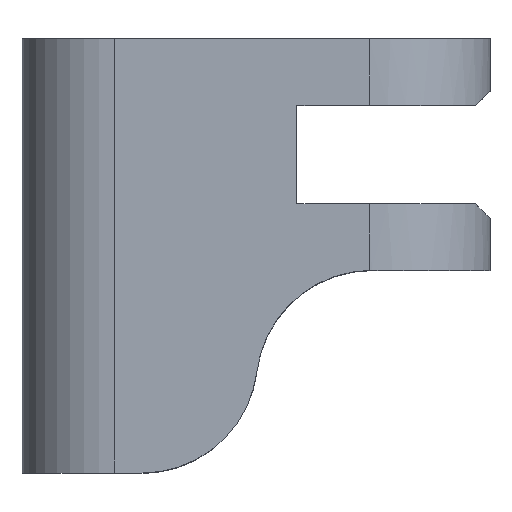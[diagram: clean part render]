
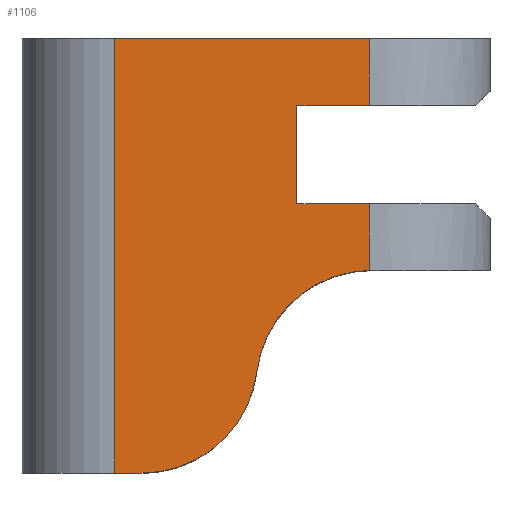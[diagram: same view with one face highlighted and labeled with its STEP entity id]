
A CAD part, top view. The second image highlights one B-rep face of the part: STEP entity #1106.
In plain terms, the highlighted planar face has unit normal (0, 0, 1).
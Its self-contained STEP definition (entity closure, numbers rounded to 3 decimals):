
#52=LINE('',#1617,#160);
#71=LINE('',#1687,#179);
#72=LINE('',#1689,#180);
#73=LINE('',#1691,#181);
#74=LINE('',#1693,#182);
#75=LINE('',#1694,#183);
#76=LINE('',#1696,#184);
#77=LINE('',#1697,#185);
#160=VECTOR('',#1299,10.);
#179=VECTOR('',#1334,10.);
#180=VECTOR('',#1335,10.);
#181=VECTOR('',#1336,10.);
#182=VECTOR('',#1337,10.);
#183=VECTOR('',#1338,10.);
#184=VECTOR('',#1339,10.);
#185=VECTOR('',#1340,10.);
#266=PLANE('',#1193);
#311=FACE_OUTER_BOUND('',#372,.T.);
#372=EDGE_LOOP('',(#768,#769,#770,#771,#772,#773,#774,#775,#776,#777));
#442=CIRCLE('',#1191,12.);
#444=CIRCLE('',#1194,12.);
#482=VERTEX_POINT('',#1614);
#483=VERTEX_POINT('',#1616);
#501=VERTEX_POINT('',#1654);
#502=VERTEX_POINT('',#1655);
#507=VERTEX_POINT('',#1684);
#508=VERTEX_POINT('',#1686);
#509=VERTEX_POINT('',#1688);
#510=VERTEX_POINT('',#1690);
#511=VERTEX_POINT('',#1692);
#512=VERTEX_POINT('',#1695);
#585=EDGE_CURVE('',#483,#482,#52,.T.);
#604=EDGE_CURVE('',#501,#502,#442,.T.);
#610=EDGE_CURVE('',#502,#507,#444,.T.);
#611=EDGE_CURVE('',#507,#508,#71,.T.);
#612=EDGE_CURVE('',#509,#508,#72,.T.);
#613=EDGE_CURVE('',#510,#509,#73,.T.);
#614=EDGE_CURVE('',#511,#510,#74,.T.);
#615=EDGE_CURVE('',#511,#483,#75,.T.);
#616=EDGE_CURVE('',#482,#512,#76,.T.);
#617=EDGE_CURVE('',#512,#501,#77,.T.);
#768=ORIENTED_EDGE('',*,*,#604,.T.);
#769=ORIENTED_EDGE('',*,*,#610,.T.);
#770=ORIENTED_EDGE('',*,*,#611,.T.);
#771=ORIENTED_EDGE('',*,*,#612,.F.);
#772=ORIENTED_EDGE('',*,*,#613,.F.);
#773=ORIENTED_EDGE('',*,*,#614,.F.);
#774=ORIENTED_EDGE('',*,*,#615,.T.);
#775=ORIENTED_EDGE('',*,*,#585,.T.);
#776=ORIENTED_EDGE('',*,*,#616,.T.);
#777=ORIENTED_EDGE('',*,*,#617,.T.);
#1106=ADVANCED_FACE('',(#311),#266,.F.);
#1191=AXIS2_PLACEMENT_3D('',#1656,#1323,#1324);
#1193=AXIS2_PLACEMENT_3D('',#1683,#1330,#1331);
#1194=AXIS2_PLACEMENT_3D('',#1685,#1332,#1333);
#1299=DIRECTION('',(-1.,0.,0.));
#1323=DIRECTION('center_axis',(0.,0.,1.));
#1324=DIRECTION('ref_axis',(0.,1.,0.));
#1330=DIRECTION('center_axis',(0.,0.,-1.));
#1331=DIRECTION('ref_axis',(-1.,0.,0.));
#1332=DIRECTION('center_axis',(0.,0.,-1.));
#1333=DIRECTION('ref_axis',(-0.707,0.707,0.));
#1334=DIRECTION('',(0.,1.,0.));
#1335=DIRECTION('',(1.,0.,0.));
#1336=DIRECTION('',(0.,-1.,0.));
#1337=DIRECTION('',(-1.,0.,0.));
#1338=DIRECTION('',(0.,1.,0.));
#1339=DIRECTION('',(0.,-1.,0.));
#1340=DIRECTION('',(1.,0.,0.));
#1614=CARTESIAN_POINT('',(0.,24.,9.6));
#1616=CARTESIAN_POINT('',(26.4,24.,9.6));
#1617=CARTESIAN_POINT('',(38.9,24.,9.6));
#1654=CARTESIAN_POINT('',(2.845,-21.,9.6));
#1655=CARTESIAN_POINT('',(14.751,-10.5,9.6));
#1656=CARTESIAN_POINT('Origin',(2.845,-9.,9.6));
#1683=CARTESIAN_POINT('Origin',(38.9,0.,9.6));
#1684=CARTESIAN_POINT('',(26.4,-0.003,9.6));
#1685=CARTESIAN_POINT('Origin',(26.657,-12.,9.6));
#1686=CARTESIAN_POINT('',(26.4,6.9,9.6));
#1687=CARTESIAN_POINT('',(26.4,0.,9.6));
#1688=CARTESIAN_POINT('',(18.9,6.9,9.6));
#1689=CARTESIAN_POINT('',(38.9,6.9,9.6));
#1690=CARTESIAN_POINT('',(18.9,17.1,9.6));
#1691=CARTESIAN_POINT('',(18.9,3.7,9.6));
#1692=CARTESIAN_POINT('',(26.4,17.1,9.6));
#1693=CARTESIAN_POINT('',(28.9,17.1,9.6));
#1694=CARTESIAN_POINT('',(26.4,0.,9.6));
#1695=CARTESIAN_POINT('',(0.,-21.,9.6));
#1696=CARTESIAN_POINT('',(0.,0.,9.6));
#1697=CARTESIAN_POINT('',(14.657,-21.,9.6));
